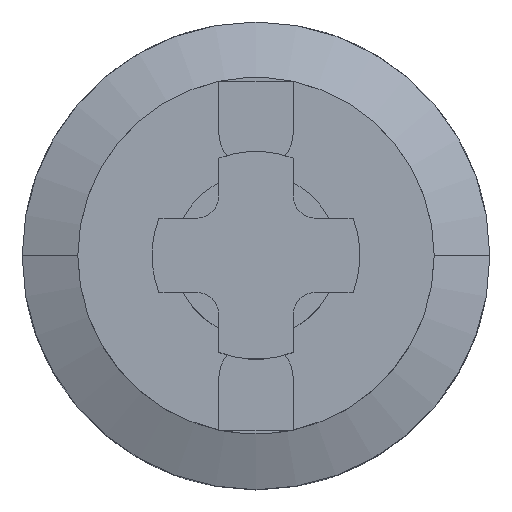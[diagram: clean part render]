
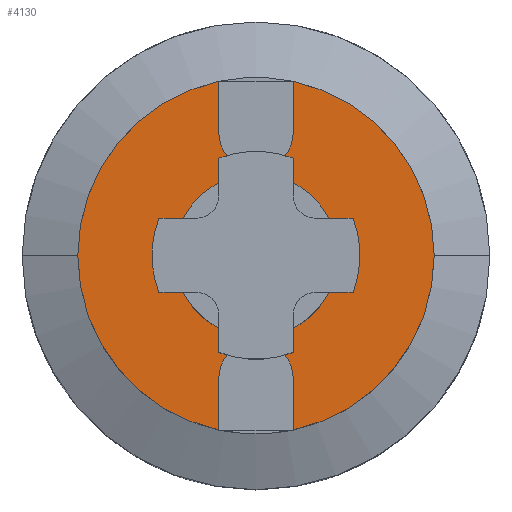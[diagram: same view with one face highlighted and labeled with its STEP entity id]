
A CAD part, top view. The second image highlights one B-rep face of the part: STEP entity #4130.
In plain terms, the highlighted planar face has unit normal (0, 0, 1).
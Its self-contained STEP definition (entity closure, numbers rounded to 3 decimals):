
#60 = DIRECTION ( 'NONE',  ( 1., 0., 0. ) ) ;
#99 = DIRECTION ( 'NONE',  ( 0., 0., -1. ) ) ;
#133 = AXIS2_PLACEMENT_3D ( 'NONE', #5125, #371, #60 ) ;
#154 = CIRCLE ( 'NONE', #825, 5. ) ;
#233 = VERTEX_POINT ( 'NONE', #2092 ) ;
#291 = DIRECTION ( 'NONE',  ( 0., 1., 0. ) ) ;
#371 = DIRECTION ( 'NONE',  ( 0., 0., 1. ) ) ;
#388 = DIRECTION ( 'NONE',  ( 0., 0., -1. ) ) ;
#405 = ORIENTED_EDGE ( 'NONE', *, *, #3426, .F. ) ;
#476 = CIRCLE ( 'NONE', #1544, 11. ) ;
#525 = VERTEX_POINT ( 'NONE', #1892 ) ;
#703 = EDGE_CURVE ( 'NONE', #4039, #3311, #5184, .T. ) ;
#717 = DIRECTION ( 'NONE',  ( 0., 0., -1. ) ) ;
#734 = CARTESIAN_POINT ( 'NONE',  ( -5., -23.473, 40. ) ) ;
#796 = LINE ( 'NONE', #3031, #4152 ) ;
#798 = CIRCLE ( 'NONE', #5103, 24. ) ;
#821 = VERTEX_POINT ( 'NONE', #5736 ) ;
#823 = CARTESIAN_POINT ( 'NONE',  ( 0., 0., 40. ) ) ;
#825 = AXIS2_PLACEMENT_3D ( 'NONE', #3150, #388, #3597 ) ;
#867 = CIRCLE ( 'NONE', #2263, 24. ) ;
#960 = CARTESIAN_POINT ( 'NONE',  ( 0., 0., 40. ) ) ;
#964 = VERTEX_POINT ( 'NONE', #2916 ) ;
#1037 = VERTEX_POINT ( 'NONE', #4382 ) ;
#1113 = VERTEX_POINT ( 'NONE', #2070 ) ;
#1194 = DIRECTION ( 'NONE',  ( 0., 0., -1. ) ) ;
#1237 = DIRECTION ( 'NONE',  ( 0., 0., -1. ) ) ;
#1270 = AXIS2_PLACEMENT_3D ( 'NONE', #3930, #1194, #4380 ) ;
#1392 = DIRECTION ( 'NONE',  ( 0., 0., -1. ) ) ;
#1396 = CARTESIAN_POINT ( 'NONE',  ( 5., -16.5, 40. ) ) ;
#1413 = DIRECTION ( 'NONE',  ( -1., 0., 0. ) ) ;
#1491 = ORIENTED_EDGE ( 'NONE', *, *, #2834, .F. ) ;
#1544 = AXIS2_PLACEMENT_3D ( 'NONE', #823, #1237, #1708 ) ;
#1628 = ORIENTED_EDGE ( 'NONE', *, *, #703, .T. ) ;
#1629 = AXIS2_PLACEMENT_3D ( 'NONE', #4125, #1392, #4578 ) ;
#1703 = EDGE_CURVE ( 'NONE', #964, #1037, #476, .T. ) ;
#1708 = DIRECTION ( 'NONE',  ( -1., 0., 0. ) ) ;
#1779 = ORIENTED_EDGE ( 'NONE', *, *, #1703, .T. ) ;
#1820 = CIRCLE ( 'NONE', #4904, 5. ) ;
#1892 = CARTESIAN_POINT ( 'NONE',  ( -5., 16.5, 40. ) ) ;
#2017 = CIRCLE ( 'NONE', #4818, 11. ) ;
#2022 = EDGE_CURVE ( 'NONE', #525, #4965, #1820, .T. ) ;
#2070 = CARTESIAN_POINT ( 'NONE',  ( 24., 0., 40. ) ) ;
#2092 = CARTESIAN_POINT ( 'NONE',  ( 5., 23.473, 40. ) ) ;
#2094 = CARTESIAN_POINT ( 'NONE',  ( 5., -23.473, 40. ) ) ;
#2142 = EDGE_CURVE ( 'NONE', #3185, #4039, #154, .T. ) ;
#2241 = FACE_BOUND ( 'NONE', #4042, .T. ) ;
#2263 = AXIS2_PLACEMENT_3D ( 'NONE', #960, #4145, #1413 ) ;
#2313 = CARTESIAN_POINT ( 'NONE',  ( -24., 0., 40. ) ) ;
#2325 = CARTESIAN_POINT ( 'NONE',  ( 5., 16.5, 40. ) ) ;
#2420 = PLANE ( 'NONE',  #133 ) ;
#2445 = EDGE_CURVE ( 'NONE', #1113, #3311, #798, .T. ) ;
#2472 = DIRECTION ( 'NONE',  ( 0., 1., 0. ) ) ;
#2622 = CARTESIAN_POINT ( 'NONE',  ( 0., 16.5, 40. ) ) ;
#2656 = EDGE_LOOP ( 'NONE', ( #2997, #4048, #5261, #1628, #2867, #1491, #405, #3628, #4829, #5915 ) ) ;
#2760 = EDGE_CURVE ( 'NONE', #5322, #821, #3590, .T. ) ;
#2789 = VECTOR ( 'NONE', #4263, 1000. ) ;
#2834 = EDGE_CURVE ( 'NONE', #233, #1113, #867, .T. ) ;
#2857 = CARTESIAN_POINT ( 'NONE',  ( 0., 0., 40. ) ) ;
#2867 = ORIENTED_EDGE ( 'NONE', *, *, #2445, .F. ) ;
#2916 = CARTESIAN_POINT ( 'NONE',  ( 11., 0., 40. ) ) ;
#2997 = ORIENTED_EDGE ( 'NONE', *, *, #3380, .F. ) ;
#3031 = CARTESIAN_POINT ( 'NONE',  ( -5., 24., 40. ) ) ;
#3088 = DIRECTION ( 'NONE',  ( 1., 0., 0. ) ) ;
#3150 = CARTESIAN_POINT ( 'NONE',  ( 0., -16.5, 40. ) ) ;
#3185 = VERTEX_POINT ( 'NONE', #5221 ) ;
#3311 = VERTEX_POINT ( 'NONE', #2094 ) ;
#3314 = DIRECTION ( 'NONE',  ( -1., 0., 0. ) ) ;
#3380 = EDGE_CURVE ( 'NONE', #3413, #5322, #5354, .T. ) ;
#3391 = EDGE_CURVE ( 'NONE', #821, #525, #796, .T. ) ;
#3413 = VERTEX_POINT ( 'NONE', #734 ) ;
#3426 = EDGE_CURVE ( 'NONE', #4965, #233, #5213, .T. ) ;
#3465 = CARTESIAN_POINT ( 'NONE',  ( 0., 0., 40. ) ) ;
#3590 = CIRCLE ( 'NONE', #1629, 24. ) ;
#3597 = DIRECTION ( 'NONE',  ( 1., 0., 0. ) ) ;
#3628 = ORIENTED_EDGE ( 'NONE', *, *, #2022, .F. ) ;
#3834 = CARTESIAN_POINT ( 'NONE',  ( -5., 24., 40. ) ) ;
#3913 = DIRECTION ( 'NONE',  ( -1., 0., 0. ) ) ;
#3930 = CARTESIAN_POINT ( 'NONE',  ( 0., 0., 40. ) ) ;
#4000 = VECTOR ( 'NONE', #291, 1000. ) ;
#4039 = VERTEX_POINT ( 'NONE', #1396 ) ;
#4042 = EDGE_LOOP ( 'NONE', ( #5400, #1779 ) ) ;
#4048 = ORIENTED_EDGE ( 'NONE', *, *, #5741, .T. ) ;
#4125 = CARTESIAN_POINT ( 'NONE',  ( 0., 0., 40. ) ) ;
#4130 = ADVANCED_FACE ( 'NONE', ( #2241, #4921 ), #2420, .T. ) ;
#4145 = DIRECTION ( 'NONE',  ( 0., 0., -1. ) ) ;
#4152 = VECTOR ( 'NONE', #5744, 1000. ) ;
#4216 = CARTESIAN_POINT ( 'NONE',  ( 5., -26.5, 40. ) ) ;
#4263 = DIRECTION ( 'NONE',  ( 0., -1., 0. ) ) ;
#4380 = DIRECTION ( 'NONE',  ( -1., 0., 0. ) ) ;
#4382 = CARTESIAN_POINT ( 'NONE',  ( -11., 0., 40. ) ) ;
#4578 = DIRECTION ( 'NONE',  ( -1., 0., 0. ) ) ;
#4606 = EDGE_CURVE ( 'NONE', #1037, #964, #2017, .T. ) ;
#4818 = AXIS2_PLACEMENT_3D ( 'NONE', #3465, #717, #3913 ) ;
#4829 = ORIENTED_EDGE ( 'NONE', *, *, #3391, .F. ) ;
#4834 = LINE ( 'NONE', #3834, #4975 ) ;
#4904 = AXIS2_PLACEMENT_3D ( 'NONE', #2622, #5803, #3088 ) ;
#4921 = FACE_OUTER_BOUND ( 'NONE', #2656, .T. ) ;
#4965 = VERTEX_POINT ( 'NONE', #2325 ) ;
#4975 = VECTOR ( 'NONE', #2472, 1000. ) ;
#5103 = AXIS2_PLACEMENT_3D ( 'NONE', #2857, #99, #3314 ) ;
#5125 = CARTESIAN_POINT ( 'NONE',  ( 0., 24., 40. ) ) ;
#5184 = LINE ( 'NONE', #4216, #2789 ) ;
#5213 = LINE ( 'NONE', #5767, #4000 ) ;
#5221 = CARTESIAN_POINT ( 'NONE',  ( -5., -16.5, 40. ) ) ;
#5261 = ORIENTED_EDGE ( 'NONE', *, *, #2142, .T. ) ;
#5322 = VERTEX_POINT ( 'NONE', #2313 ) ;
#5354 = CIRCLE ( 'NONE', #1270, 24. ) ;
#5400 = ORIENTED_EDGE ( 'NONE', *, *, #4606, .T. ) ;
#5736 = CARTESIAN_POINT ( 'NONE',  ( -5., 23.473, 40. ) ) ;
#5741 = EDGE_CURVE ( 'NONE', #3413, #3185, #4834, .T. ) ;
#5744 = DIRECTION ( 'NONE',  ( 0., -1., 0. ) ) ;
#5767 = CARTESIAN_POINT ( 'NONE',  ( 5., 26.5, 40. ) ) ;
#5803 = DIRECTION ( 'NONE',  ( 0., 0., 1. ) ) ;
#5915 = ORIENTED_EDGE ( 'NONE', *, *, #2760, .F. ) ;
